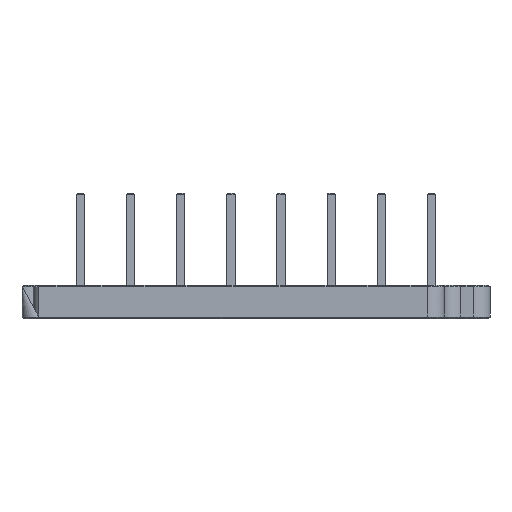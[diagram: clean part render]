
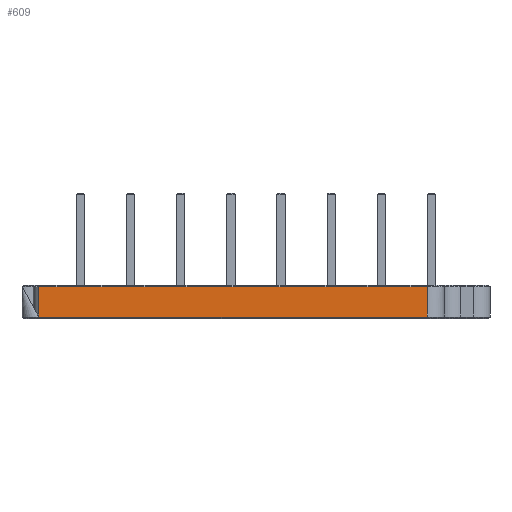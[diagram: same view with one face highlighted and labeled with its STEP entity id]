
A CAD part, left-side view. The second image highlights one B-rep face of the part: STEP entity #609.
In plain terms, the highlighted planar face has unit normal (-1, 0, 0).
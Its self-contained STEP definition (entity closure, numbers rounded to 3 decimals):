
#328 = VERTEX_POINT('',#329);
#329 = CARTESIAN_POINT('',(2.,-9.5,8.866));
#337 = VERTEX_POINT('',#338);
#338 = CARTESIAN_POINT('',(2.,-8.5,8.866));
#344 = EDGE_CURVE('',#328,#337,#345,.T.);
#345 = LINE('',#346,#347);
#346 = CARTESIAN_POINT('',(2.,-9.5,8.866));
#347 = VECTOR('',#348,1.);
#348 = DIRECTION('',(0.,1.,0.));
#559 = VERTEX_POINT('',#560);
#560 = CARTESIAN_POINT('',(2.,-14.5,8.866));
#568 = EDGE_CURVE('',#559,#328,#569,.T.);
#569 = LINE('',#570,#571);
#570 = CARTESIAN_POINT('',(2.,-14.5,8.866));
#571 = VECTOR('',#572,1.);
#572 = DIRECTION('',(0.,1.,0.));
#609 = ADVANCED_FACE('',(#610),#740,.T.);
#610 = FACE_BOUND('',#611,.T.);
#611 = EDGE_LOOP('',(#612,#622,#630,#638,#646,#654,#662,#670,#678,#686,
    #694,#702,#710,#718,#726,#732,#733,#734));
#612 = ORIENTED_EDGE('',*,*,#613,.T.);
#613 = EDGE_CURVE('',#614,#616,#618,.T.);
#614 = VERTEX_POINT('',#615);
#615 = CARTESIAN_POINT('',(2.,-4.,8.866));
#616 = VERTEX_POINT('',#617);
#617 = CARTESIAN_POINT('',(2.,-4.,5.266));
#618 = LINE('',#619,#620);
#619 = CARTESIAN_POINT('',(2.,-4.,9.066));
#620 = VECTOR('',#621,1.);
#621 = DIRECTION('',(0.,0.,-1.));
#622 = ORIENTED_EDGE('',*,*,#623,.F.);
#623 = EDGE_CURVE('',#624,#616,#626,.T.);
#624 = VERTEX_POINT('',#625);
#625 = CARTESIAN_POINT('',(2.,-50.5,5.266));
#626 = LINE('',#627,#628);
#627 = CARTESIAN_POINT('',(2.,-50.5,5.266));
#628 = VECTOR('',#629,1.);
#629 = DIRECTION('',(0.,1.,0.));
#630 = ORIENTED_EDGE('',*,*,#631,.T.);
#631 = EDGE_CURVE('',#624,#632,#634,.T.);
#632 = VERTEX_POINT('',#633);
#633 = CARTESIAN_POINT('',(2.,-50.5,8.866));
#634 = LINE('',#635,#636);
#635 = CARTESIAN_POINT('',(2.,-50.5,5.066));
#636 = VECTOR('',#637,1.);
#637 = DIRECTION('',(0.,0.,1.));
#638 = ORIENTED_EDGE('',*,*,#639,.T.);
#639 = EDGE_CURVE('',#632,#640,#642,.T.);
#640 = VERTEX_POINT('',#641);
#641 = CARTESIAN_POINT('',(2.,-45.5,8.866));
#642 = LINE('',#643,#644);
#643 = CARTESIAN_POINT('',(2.,-50.5,8.866));
#644 = VECTOR('',#645,1.);
#645 = DIRECTION('',(0.,1.,0.));
#646 = ORIENTED_EDGE('',*,*,#647,.T.);
#647 = EDGE_CURVE('',#640,#648,#650,.T.);
#648 = VERTEX_POINT('',#649);
#649 = CARTESIAN_POINT('',(2.,-44.5,8.866));
#650 = LINE('',#651,#652);
#651 = CARTESIAN_POINT('',(2.,-45.5,8.866));
#652 = VECTOR('',#653,1.);
#653 = DIRECTION('',(0.,1.,0.));
#654 = ORIENTED_EDGE('',*,*,#655,.T.);
#655 = EDGE_CURVE('',#648,#656,#658,.T.);
#656 = VERTEX_POINT('',#657);
#657 = CARTESIAN_POINT('',(2.,-39.5,8.866));
#658 = LINE('',#659,#660);
#659 = CARTESIAN_POINT('',(2.,-44.5,8.866));
#660 = VECTOR('',#661,1.);
#661 = DIRECTION('',(0.,1.,0.));
#662 = ORIENTED_EDGE('',*,*,#663,.T.);
#663 = EDGE_CURVE('',#656,#664,#666,.T.);
#664 = VERTEX_POINT('',#665);
#665 = CARTESIAN_POINT('',(2.,-38.5,8.866));
#666 = LINE('',#667,#668);
#667 = CARTESIAN_POINT('',(2.,-39.5,8.866));
#668 = VECTOR('',#669,1.);
#669 = DIRECTION('',(0.,1.,0.));
#670 = ORIENTED_EDGE('',*,*,#671,.T.);
#671 = EDGE_CURVE('',#664,#672,#674,.T.);
#672 = VERTEX_POINT('',#673);
#673 = CARTESIAN_POINT('',(2.,-33.5,8.866));
#674 = LINE('',#675,#676);
#675 = CARTESIAN_POINT('',(2.,-38.5,8.866));
#676 = VECTOR('',#677,1.);
#677 = DIRECTION('',(0.,1.,0.));
#678 = ORIENTED_EDGE('',*,*,#679,.T.);
#679 = EDGE_CURVE('',#672,#680,#682,.T.);
#680 = VERTEX_POINT('',#681);
#681 = CARTESIAN_POINT('',(2.,-32.5,8.866));
#682 = LINE('',#683,#684);
#683 = CARTESIAN_POINT('',(2.,-33.5,8.866));
#684 = VECTOR('',#685,1.);
#685 = DIRECTION('',(0.,1.,0.));
#686 = ORIENTED_EDGE('',*,*,#687,.T.);
#687 = EDGE_CURVE('',#680,#688,#690,.T.);
#688 = VERTEX_POINT('',#689);
#689 = CARTESIAN_POINT('',(2.,-27.5,8.866));
#690 = LINE('',#691,#692);
#691 = CARTESIAN_POINT('',(2.,-32.5,8.866));
#692 = VECTOR('',#693,1.);
#693 = DIRECTION('',(0.,1.,0.));
#694 = ORIENTED_EDGE('',*,*,#695,.T.);
#695 = EDGE_CURVE('',#688,#696,#698,.T.);
#696 = VERTEX_POINT('',#697);
#697 = CARTESIAN_POINT('',(2.,-26.5,8.866));
#698 = LINE('',#699,#700);
#699 = CARTESIAN_POINT('',(2.,-27.5,8.866));
#700 = VECTOR('',#701,1.);
#701 = DIRECTION('',(0.,1.,0.));
#702 = ORIENTED_EDGE('',*,*,#703,.T.);
#703 = EDGE_CURVE('',#696,#704,#706,.T.);
#704 = VERTEX_POINT('',#705);
#705 = CARTESIAN_POINT('',(2.,-21.5,8.866));
#706 = LINE('',#707,#708);
#707 = CARTESIAN_POINT('',(2.,-26.5,8.866));
#708 = VECTOR('',#709,1.);
#709 = DIRECTION('',(0.,1.,0.));
#710 = ORIENTED_EDGE('',*,*,#711,.T.);
#711 = EDGE_CURVE('',#704,#712,#714,.T.);
#712 = VERTEX_POINT('',#713);
#713 = CARTESIAN_POINT('',(2.,-20.5,8.866));
#714 = LINE('',#715,#716);
#715 = CARTESIAN_POINT('',(2.,-21.5,8.866));
#716 = VECTOR('',#717,1.);
#717 = DIRECTION('',(0.,1.,0.));
#718 = ORIENTED_EDGE('',*,*,#719,.T.);
#719 = EDGE_CURVE('',#712,#720,#722,.T.);
#720 = VERTEX_POINT('',#721);
#721 = CARTESIAN_POINT('',(2.,-15.5,8.866));
#722 = LINE('',#723,#724);
#723 = CARTESIAN_POINT('',(2.,-20.5,8.866));
#724 = VECTOR('',#725,1.);
#725 = DIRECTION('',(0.,1.,0.));
#726 = ORIENTED_EDGE('',*,*,#727,.T.);
#727 = EDGE_CURVE('',#720,#559,#728,.T.);
#728 = LINE('',#729,#730);
#729 = CARTESIAN_POINT('',(2.,-15.5,8.866));
#730 = VECTOR('',#731,1.);
#731 = DIRECTION('',(0.,1.,0.));
#732 = ORIENTED_EDGE('',*,*,#568,.T.);
#733 = ORIENTED_EDGE('',*,*,#344,.T.);
#734 = ORIENTED_EDGE('',*,*,#735,.T.);
#735 = EDGE_CURVE('',#337,#614,#736,.T.);
#736 = LINE('',#737,#738);
#737 = CARTESIAN_POINT('',(2.,-8.5,8.866));
#738 = VECTOR('',#739,1.);
#739 = DIRECTION('',(0.,1.,0.));
#740 = PLANE('',#741);
#741 = AXIS2_PLACEMENT_3D('',#742,#743,#744);
#742 = CARTESIAN_POINT('',(2.,-30.,11.823));
#743 = DIRECTION('',(-1.,0.,0.));
#744 = DIRECTION('',(0.,-1.,0.));
